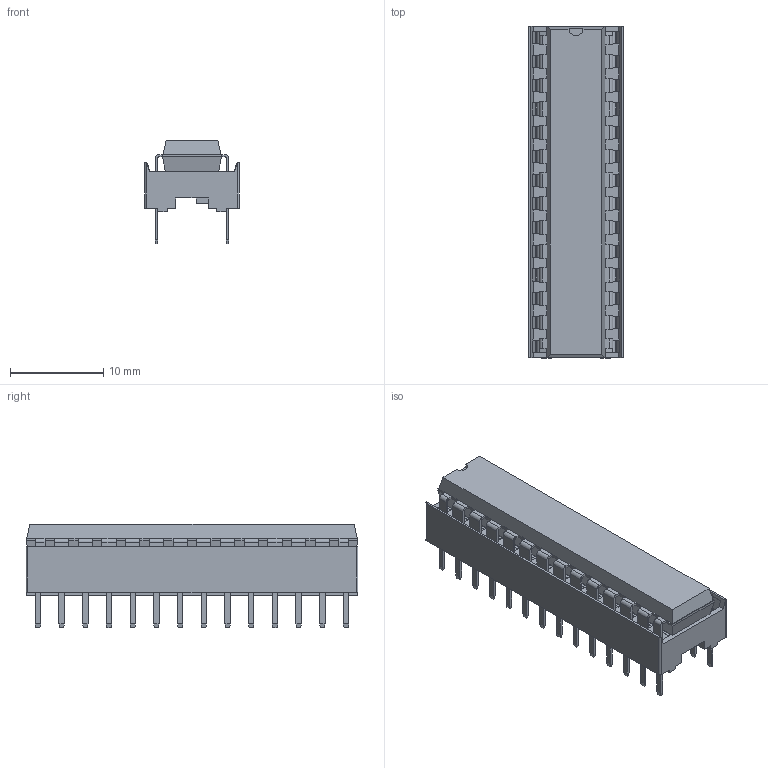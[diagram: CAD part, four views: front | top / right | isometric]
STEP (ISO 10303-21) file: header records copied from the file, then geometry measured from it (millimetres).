
FILE_DESCRIPTION(/* description */ ('STEP AP242','CAx-IF Rec.Pracs.---Representation and Presentation of Product Manufacturing Information (PMI)---4.0---2014-10-13','CAx-IF Rec.Pracs.---3D Tessellated Geometry---0.4---2014-09-14','2;1'),/* implementation_level */ '2;1');
FILE_NAME(/* name */ '62d102e5874cbb291436106c',/* time_stamp */ '2022-07-15T06:02:16+00:00',/* author */ (''),/* organization */ (''),/* preprocessor_version */ 'ST-DEVELOPER v18.102',/* originating_system */ ' ',/* authorisation */ ' ');
FILE_SCHEMA (('AP242_MANAGED_MODEL_BASED_3D_ENGINEERING_MIM_LF { 1 0 10303 442 1 1 4 }'));
Length unit declared in the file: metre
Products named in the file (30): ED281DT; DIP-28_W7.62mm
Bounding box: 10.16 x 35.56 x 11.08 mm (x, y, z)
Volume: 1619.8 mm3; surface area: 4160.8 mm2
Topology: 30 solids, 30 shells, 1814 faces, 4836 edges, 3108 vertices
Faces by surface type: plane 1640, cylinder 174
Entity records: 56702 total; most frequent: CARTESIAN_POINT 9988, ORIENTED_EDGE 9672, DIRECTION 8870, EDGE_CURVE 4836, LINE 4486, VECTOR 4486, VERTEX_POINT 3108, AXIS2_PLACEMENT_3D 2192
